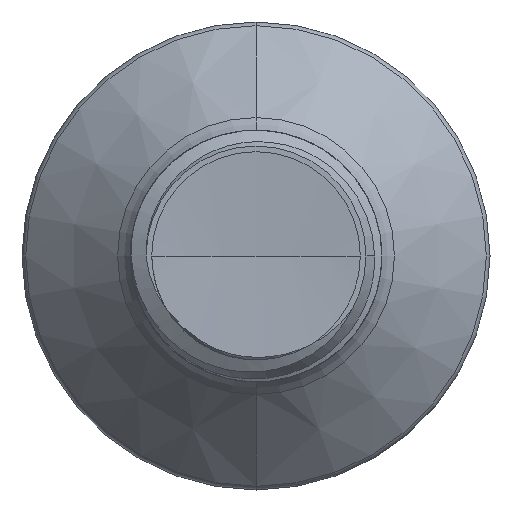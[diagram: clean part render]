
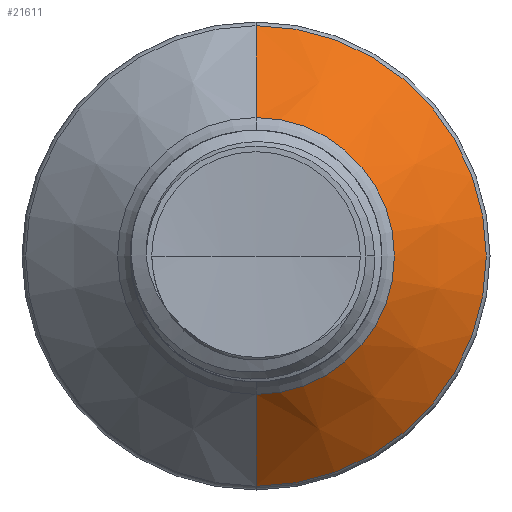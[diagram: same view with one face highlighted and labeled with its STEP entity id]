
A CAD part, front view. The second image highlights one B-rep face of the part: STEP entity #21611.
In plain terms, the highlighted conical face has half-angle 45 degrees and reference radius 2.75 mm.
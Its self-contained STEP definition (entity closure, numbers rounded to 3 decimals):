
#247 = CARTESIAN_POINT ( 'NONE',  ( 0., 6.865, 2.75 ) ) ;
#960 = AXIS2_PLACEMENT_3D ( 'NONE', #10027, #9988, #9948 ) ;
#1188 = EDGE_LOOP ( 'NONE', ( #7928, #10087, #4921, #16463 ) ) ;
#2943 = EDGE_CURVE ( 'NONE', #7366, #22953, #25787, .T. ) ;
#2983 = EDGE_CURVE ( 'NONE', #22953, #5402, #5585, .T. ) ;
#3023 = EDGE_CURVE ( 'NONE', #7421, #5402, #21924, .T. ) ;
#3065 = EDGE_CURVE ( 'NONE', #7366, #7421, #16407, .T. ) ;
#4921 = ORIENTED_EDGE ( 'NONE', *, *, #3023, .F. ) ;
#5402 = VERTEX_POINT ( 'NONE', #23746 ) ;
#5585 = LINE ( 'NONE', #10213, #17055 ) ;
#7366 = VERTEX_POINT ( 'NONE', #247 ) ;
#7421 = VERTEX_POINT ( 'NONE', #8855 ) ;
#7928 = ORIENTED_EDGE ( 'NONE', *, *, #2943, .T. ) ;
#8647 = FACE_OUTER_BOUND ( 'NONE', #1188, .T. ) ;
#8855 = CARTESIAN_POINT ( 'NONE',  ( 0., 8.692, 4.577 ) ) ;
#9824 = DIRECTION ( 'NONE',  ( 0., 0.707, 0.707 ) ) ;
#9832 = CARTESIAN_POINT ( 'NONE',  ( 0., 6.865, 2.75 ) ) ;
#9948 = DIRECTION ( 'NONE',  ( 0., 0., 1. ) ) ;
#9988 = DIRECTION ( 'NONE',  ( 0., 1., 0. ) ) ;
#10027 = CARTESIAN_POINT ( 'NONE',  ( 0., 8.692, 0. ) ) ;
#10087 = ORIENTED_EDGE ( 'NONE', *, *, #2983, .T. ) ;
#10143 = DIRECTION ( 'NONE',  ( 0., 0., 1. ) ) ;
#10147 = DIRECTION ( 'NONE',  ( 0., 1., 0. ) ) ;
#10177 = CARTESIAN_POINT ( 'NONE',  ( 0., 6.865, 0. ) ) ;
#10213 = CARTESIAN_POINT ( 'NONE',  ( 0., 6.865, -2.75 ) ) ;
#10239 = DIRECTION ( 'NONE',  ( 0., 0.707, -0.707 ) ) ;
#10690 = VECTOR ( 'NONE', #9824, 1000. ) ;
#11022 = DIRECTION ( 'NONE',  ( 0., 0., 1. ) ) ;
#11916 = CARTESIAN_POINT ( 'NONE',  ( 0., 6.865, -2.75 ) ) ;
#12203 = AXIS2_PLACEMENT_3D ( 'NONE', #21045, #22764, #11022 ) ;
#16407 = LINE ( 'NONE', #9832, #10690 ) ;
#16463 = ORIENTED_EDGE ( 'NONE', *, *, #3065, .F. ) ;
#17055 = VECTOR ( 'NONE', #10239, 1000. ) ;
#21045 = CARTESIAN_POINT ( 'NONE',  ( 0., 6.865, 0. ) ) ;
#21611 = ADVANCED_FACE ( 'NONE', ( #8647 ), #23144, .T. ) ;
#21924 = CIRCLE ( 'NONE', #960, 4.577 ) ;
#22764 = DIRECTION ( 'NONE',  ( 0., 1., 0. ) ) ;
#22953 = VERTEX_POINT ( 'NONE', #11916 ) ;
#23144 = CONICAL_SURFACE ( 'NONE', #12203, 2.75, 0.785 ) ;
#23746 = CARTESIAN_POINT ( 'NONE',  ( 0., 8.692, -4.577 ) ) ;
#25617 = AXIS2_PLACEMENT_3D ( 'NONE', #10177, #10147, #10143 ) ;
#25787 = CIRCLE ( 'NONE', #25617, 2.75 ) ;
